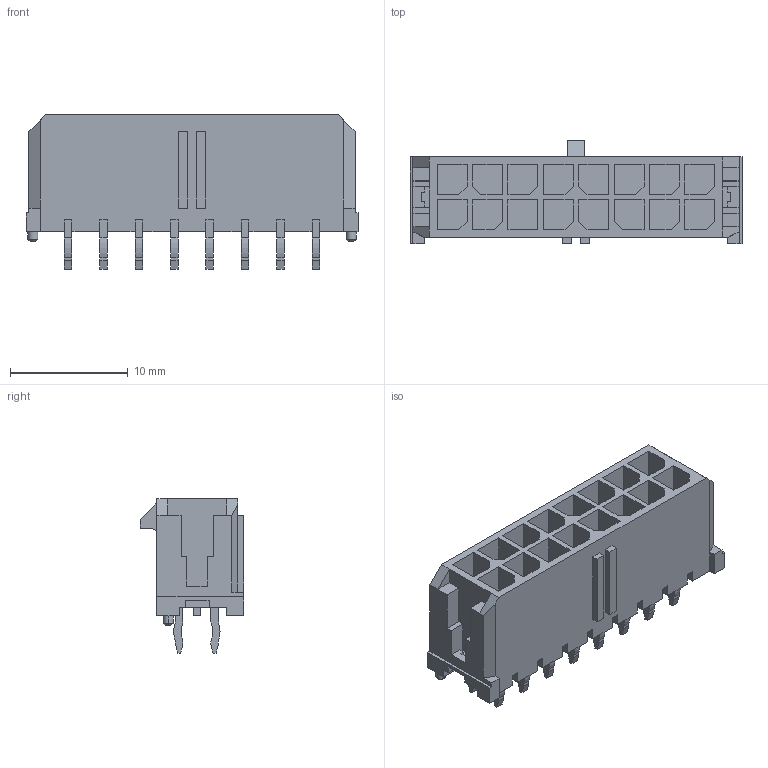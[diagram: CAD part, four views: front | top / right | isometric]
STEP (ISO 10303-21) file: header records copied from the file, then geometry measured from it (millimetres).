
FILE_DESCRIPTION((''),'2;1');
FILE_NAME('430451612','2012-06-27T',('gga'),(''),'PRO/ENGINEER BY PARAMETRIC TECHNOLOGY CORPORATION, 2011490','PRO/ENGINEER BY PARAMETRIC TECHNOLOGY CORPORATION, 2011490','');
FILE_SCHEMA(('CONFIG_CONTROL_DESIGN'));
Length unit declared in the file: millimetre
Products named in the file (1): 430451612
Bounding box: 28.15 x 8.77 x 13.09 mm (x, y, z)
Volume: 1094.8 mm3; surface area: 2406.2 mm2
Topology: 1 solids, 1 shells, 547 faces, 1509 edges, 989 vertices
Faces by surface type: plane 506, cylinder 37, cone 4
Entity records: 16994 total; most frequent: CARTESIAN_POINT 2995, ORIENTED_EDGE 2924, DIRECTION 2719, EDGE_CURVE 1462, VECTOR 1395, LINE 1395, VERTEX_POINT 938, AXIS2_PLACEMENT_3D 662
